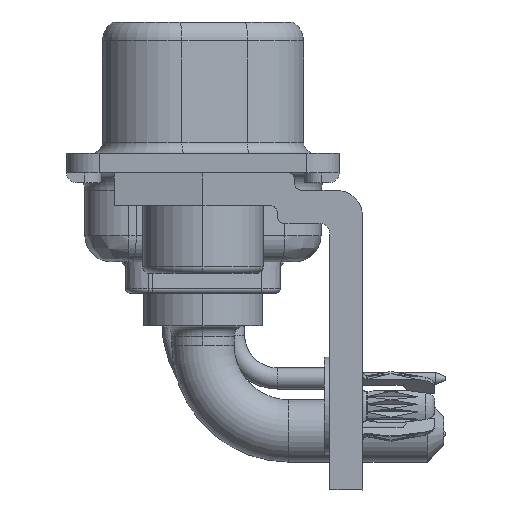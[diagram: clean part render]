
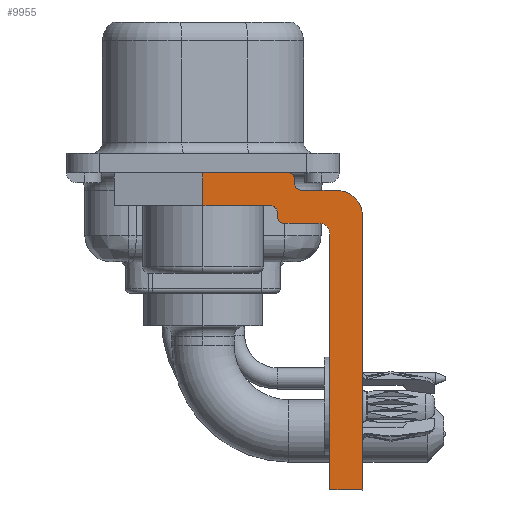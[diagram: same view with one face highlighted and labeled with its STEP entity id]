
A CAD part, left-side view. The second image highlights one B-rep face of the part: STEP entity #9955.
In plain terms, the highlighted planar face has unit normal (-1, 0, 0).
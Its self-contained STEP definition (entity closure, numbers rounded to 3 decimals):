
#9218=PLANE('',#32594);
#9955=ADVANCED_FACE('NONE',(#11623),#9218,.T.);
#11623=FACE_OUTER_BOUND('',#12902,.T.);
#12902=EDGE_LOOP('',(#16493,#16494,#16495,#16496,#16497,#16498,#16499,#16500,
#16501,#16502,#16503,#16504,#16505,#16506,#16507,#16508));
#14199=CIRCLE('',#32571,0.3);
#14200=CIRCLE('',#32574,0.3);
#14201=CIRCLE('',#32577,1.2);
#14206=CIRCLE('',#32586,0.5);
#14207=CIRCLE('',#32589,0.3);
#14208=CIRCLE('',#32592,0.3);
#16493=ORIENTED_EDGE('',*,*,#24865,.F.);
#16494=ORIENTED_EDGE('',*,*,#24856,.F.);
#16495=ORIENTED_EDGE('',*,*,#24896,.F.);
#16496=ORIENTED_EDGE('',*,*,#24894,.F.);
#16497=ORIENTED_EDGE('',*,*,#24892,.F.);
#16498=ORIENTED_EDGE('',*,*,#24890,.F.);
#16499=ORIENTED_EDGE('',*,*,#24888,.F.);
#16500=ORIENTED_EDGE('',*,*,#24886,.F.);
#16501=ORIENTED_EDGE('',*,*,#24882,.F.);
#16502=ORIENTED_EDGE('',*,*,#24878,.F.);
#16503=ORIENTED_EDGE('',*,*,#24876,.F.);
#16504=ORIENTED_EDGE('',*,*,#24874,.F.);
#16505=ORIENTED_EDGE('',*,*,#24872,.F.);
#16506=ORIENTED_EDGE('',*,*,#24870,.F.);
#16507=ORIENTED_EDGE('',*,*,#24867,.F.);
#16508=ORIENTED_EDGE('',*,*,#24834,.F.);
#22389=VERTEX_POINT('',#44009);
#22391=VERTEX_POINT('',#44013);
#22412=VERTEX_POINT('',#44075);
#22413=VERTEX_POINT('',#44076);
#22419=VERTEX_POINT('',#44096);
#22420=VERTEX_POINT('',#44101);
#22421=VERTEX_POINT('',#44105);
#22422=VERTEX_POINT('',#44109);
#22423=VERTEX_POINT('',#44113);
#22424=VERTEX_POINT('',#44117);
#22427=VERTEX_POINT('',#44125);
#22430=VERTEX_POINT('',#44133);
#22431=VERTEX_POINT('',#44137);
#22432=VERTEX_POINT('',#44141);
#22433=VERTEX_POINT('',#44145);
#22434=VERTEX_POINT('',#44149);
#24834=EDGE_CURVE('NONE',#22391,#22389,#27844,.T.);
#24856=EDGE_CURVE('NONE',#22412,#22413,#27857,.T.);
#24865=EDGE_CURVE('NONE',#22413,#22391,#27863,.T.);
#24867=EDGE_CURVE('NONE',#22389,#22419,#14199,.T.);
#24870=EDGE_CURVE('NONE',#22419,#22420,#27867,.T.);
#24872=EDGE_CURVE('NONE',#22420,#22421,#14200,.T.);
#24874=EDGE_CURVE('NONE',#22421,#22422,#27870,.T.);
#24876=EDGE_CURVE('NONE',#22422,#22423,#14201,.T.);
#24878=EDGE_CURVE('NONE',#22423,#22424,#27873,.T.);
#24882=EDGE_CURVE('NONE',#22424,#22427,#27875,.T.);
#24886=EDGE_CURVE('NONE',#22427,#22430,#27877,.T.);
#24888=EDGE_CURVE('NONE',#22430,#22431,#14206,.T.);
#24890=EDGE_CURVE('NONE',#22431,#22432,#27880,.T.);
#24892=EDGE_CURVE('NONE',#22432,#22433,#14207,.T.);
#24894=EDGE_CURVE('NONE',#22433,#22434,#27883,.T.);
#24896=EDGE_CURVE('NONE',#22434,#22412,#14208,.T.);
#27844=LINE('',#44014,#29503);
#27857=LINE('',#44074,#29516);
#27863=LINE('',#44092,#29522);
#27867=LINE('',#44100,#29526);
#27870=LINE('',#44108,#29529);
#27873=LINE('',#44116,#29532);
#27875=LINE('',#44124,#29534);
#27877=LINE('',#44132,#29536);
#27880=LINE('',#44140,#29539);
#27883=LINE('',#44148,#29542);
#29503=VECTOR('',#35475,1.);
#29516=VECTOR('',#35506,1.);
#29522=VECTOR('',#35522,1.);
#29526=VECTOR('',#35532,1.);
#29529=VECTOR('',#35541,1.);
#29532=VECTOR('',#35550,1.);
#29534=VECTOR('',#35558,1.);
#29536=VECTOR('',#35566,1.);
#29539=VECTOR('',#35575,1.);
#29542=VECTOR('',#35584,1.);
#32571=AXIS2_PLACEMENT_3D('',#44095,#35526,#35527);
#32574=AXIS2_PLACEMENT_3D('',#44104,#35536,#35537);
#32577=AXIS2_PLACEMENT_3D('',#44112,#35545,#35546);
#32586=AXIS2_PLACEMENT_3D('',#44136,#35570,#35571);
#32589=AXIS2_PLACEMENT_3D('',#44144,#35579,#35580);
#32592=AXIS2_PLACEMENT_3D('',#44152,#35588,#35589);
#32594=AXIS2_PLACEMENT_3D('',#44154,#35592,#35593);
#35475=DIRECTION('',(0.,-1.,0.));
#35506=DIRECTION('',(0.,1.,0.));
#35522=DIRECTION('',(0.,0.,1.));
#35526=DIRECTION('',(1.,0.,0.));
#35527=DIRECTION('',(0.,0.,-1.));
#35532=DIRECTION('',(0.,0.,-1.));
#35536=DIRECTION('',(-1.,0.,0.));
#35537=DIRECTION('',(0.,0.,-1.));
#35541=DIRECTION('',(0.,-1.,0.));
#35545=DIRECTION('',(1.,0.,0.));
#35546=DIRECTION('',(0.,0.,1.));
#35550=DIRECTION('',(0.,0.,-1.));
#35558=DIRECTION('',(0.,1.,0.));
#35566=DIRECTION('',(0.,0.,1.));
#35570=DIRECTION('',(-1.,0.,0.));
#35571=DIRECTION('',(0.,0.,1.));
#35575=DIRECTION('',(0.,1.,0.));
#35579=DIRECTION('',(1.,0.,0.));
#35580=DIRECTION('',(0.,0.,-1.));
#35584=DIRECTION('',(0.,0.,1.));
#35588=DIRECTION('',(-1.,0.,0.));
#35589=DIRECTION('',(0.,0.,1.));
#35592=DIRECTION('',(-1.,0.,0.));
#35593=DIRECTION('',(0.,0.,1.));
#44009=CARTESIAN_POINT('',(-19.65,-3.9,-0.4));
#44013=CARTESIAN_POINT('',(-19.65,0.,-0.4));
#44014=CARTESIAN_POINT('',(-19.65,4.05,-0.4));
#44074=CARTESIAN_POINT('',(-19.65,-3.1,-1.9));
#44075=CARTESIAN_POINT('',(-19.65,-3.1,-1.9));
#44076=CARTESIAN_POINT('',(-19.65,0.,-1.9));
#44092=CARTESIAN_POINT('',(-19.65,0.,-2.2));
#44095=CARTESIAN_POINT('',(-19.65,-3.9,-0.7));
#44096=CARTESIAN_POINT('',(-19.65,-4.2,-0.7));
#44100=CARTESIAN_POINT('',(-19.65,-4.2,-0.7));
#44101=CARTESIAN_POINT('',(-19.65,-4.2,-0.9));
#44104=CARTESIAN_POINT('',(-19.65,-4.5,-0.9));
#44105=CARTESIAN_POINT('',(-19.65,-4.5,-1.2));
#44108=CARTESIAN_POINT('',(-19.65,-4.5,-1.2));
#44109=CARTESIAN_POINT('',(-19.65,-6.1,-1.2));
#44112=CARTESIAN_POINT('',(-19.65,-6.1,-2.4));
#44113=CARTESIAN_POINT('',(-19.65,-7.3,-2.4));
#44116=CARTESIAN_POINT('',(-19.65,-7.3,-2.4));
#44117=CARTESIAN_POINT('',(-19.65,-7.3,-14.9));
#44124=CARTESIAN_POINT('',(-19.65,-7.3,-14.9));
#44125=CARTESIAN_POINT('',(-19.65,-5.8,-14.9));
#44132=CARTESIAN_POINT('',(-19.65,-5.8,-14.9));
#44133=CARTESIAN_POINT('',(-19.65,-5.8,-3.2));
#44136=CARTESIAN_POINT('',(-19.65,-5.3,-3.2));
#44137=CARTESIAN_POINT('',(-19.65,-5.3,-2.7));
#44140=CARTESIAN_POINT('',(-19.65,-5.3,-2.7));
#44141=CARTESIAN_POINT('',(-19.65,-3.7,-2.7));
#44144=CARTESIAN_POINT('',(-19.65,-3.7,-2.4));
#44145=CARTESIAN_POINT('',(-19.65,-3.4,-2.4));
#44148=CARTESIAN_POINT('',(-19.65,-3.4,-2.4));
#44149=CARTESIAN_POINT('',(-19.65,-3.4,-2.2));
#44152=CARTESIAN_POINT('',(-19.65,-3.1,-2.2));
#44154=CARTESIAN_POINT('',(-19.65,-3.1,-2.2));
